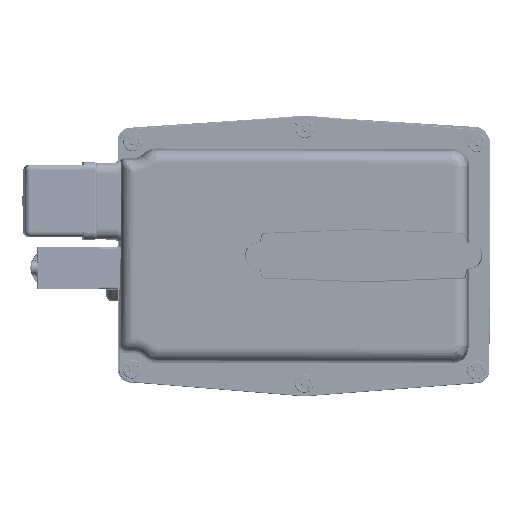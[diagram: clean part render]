
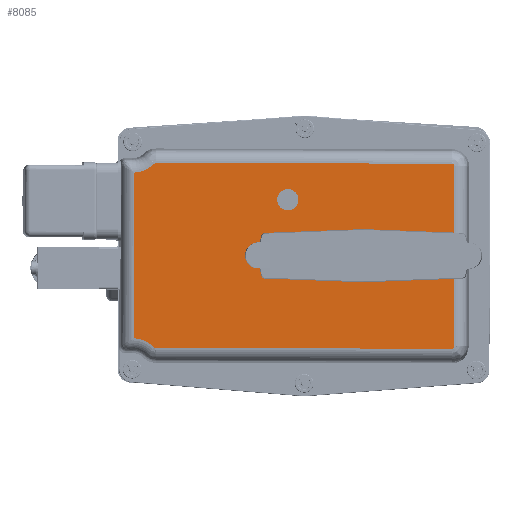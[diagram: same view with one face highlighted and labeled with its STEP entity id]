
A CAD part, top view. The second image highlights one B-rep face of the part: STEP entity #8085.
In plain terms, the highlighted planar face has unit normal (0, 0, 1).
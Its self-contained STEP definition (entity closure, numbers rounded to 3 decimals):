
#8085=ADVANCED_FACE('',(#19502,#19503),#19504,.T.);
#19502=FACE_OUTER_BOUND('',#37929,.T.);
#19503=FACE_BOUND('',#37930,.T.);
#19504=PLANE('',#37931);
#37929=EDGE_LOOP('',(#61513,#61514,#61515,#61516,#61517,#61518,#61519,#61520,#61521,#61522));
#37930=EDGE_LOOP('',(#61523,#61524));
#37931=AXIS2_PLACEMENT_3D('',#61525,#61526,#61527);
#61513=ORIENTED_EDGE('',*,*,#96687,.F.);
#61514=ORIENTED_EDGE('',*,*,#97032,.F.);
#61515=ORIENTED_EDGE('',*,*,#97033,.F.);
#61516=ORIENTED_EDGE('',*,*,#96754,.F.);
#61517=ORIENTED_EDGE('',*,*,#97034,.F.);
#61518=ORIENTED_EDGE('',*,*,#96745,.F.);
#61519=ORIENTED_EDGE('',*,*,#97035,.F.);
#61520=ORIENTED_EDGE('',*,*,#96740,.F.);
#61521=ORIENTED_EDGE('',*,*,#97036,.F.);
#61522=ORIENTED_EDGE('',*,*,#97037,.F.);
#61523=ORIENTED_EDGE('',*,*,#96816,.F.);
#61524=ORIENTED_EDGE('',*,*,#97030,.F.);
#61525=CARTESIAN_POINT('',(32.565,32.684,117.061));
#61526=DIRECTION('',(0.,0.,1.0));
#61527=DIRECTION('',(1.0,0.,0.0));
#96687=EDGE_CURVE('',#115395,#115397,#115398,.T.);
#96740=EDGE_CURVE('',#115491,#115493,#115494,.T.);
#96745=EDGE_CURVE('',#115500,#115502,#115503,.T.);
#96754=EDGE_CURVE('',#115516,#115518,#115519,.T.);
#96816=EDGE_CURVE('',#115622,#115618,#115624,.T.);
#97030=EDGE_CURVE('',#115618,#115622,#115940,.T.);
#97032=EDGE_CURVE('',#115942,#115395,#115943,.T.);
#97033=EDGE_CURVE('',#115518,#115942,#115944,.T.);
#97034=EDGE_CURVE('',#115502,#115516,#115945,.T.);
#97035=EDGE_CURVE('',#115493,#115500,#115946,.T.);
#97036=EDGE_CURVE('',#115947,#115491,#115948,.T.);
#97037=EDGE_CURVE('',#115397,#115947,#115949,.T.);
#115395=VERTEX_POINT('',#146388);
#115397=VERTEX_POINT('',#146405);
#115398=LINE('',#146406,#146407);
#115491=VERTEX_POINT('',#146549);
#115493=VERTEX_POINT('',#146551);
#115494=LINE('',#146552,#146553);
#115500=VERTEX_POINT('',#146560);
#115502=VERTEX_POINT('',#146562);
#115503=LINE('',#146563,#146564);
#115516=VERTEX_POINT('',#146579);
#115518=VERTEX_POINT('',#146581);
#115519=LINE('',#146582,#146583);
#115618=VERTEX_POINT('',#146719);
#115622=VERTEX_POINT('',#146723);
#115624=CIRCLE('',#146725,8.55);
#115940=CIRCLE('',#147087,8.55);
#115942=VERTEX_POINT('',#147089);
#115943=CIRCLE('',#147090,11.604);
#115944=CIRCLE('',#147091,0.906);
#115945=CIRCLE('',#147092,0.906);
#115946=CIRCLE('',#147093,0.906);
#115947=VERTEX_POINT('',#147094);
#115948=CIRCLE('',#147095,0.906);
#115949=CIRCLE('',#147096,11.604);
#146388=CARTESIAN_POINT('',(-93.208,-31.837,117.061));
#146405=CARTESIAN_POINT('',(-93.053,30.254,117.061));
#146406=CARTESIAN_POINT('',(-93.208,-31.837,117.061));
#146407=VECTOR('',#178411,62.091);
#146549=CARTESIAN_POINT('',(-84.829,33.882,117.061));
#146551=CARTESIAN_POINT('',(26.181,33.606,117.061));
#146552=CARTESIAN_POINT('',(-84.829,33.882,117.061));
#146553=VECTOR('',#178492,111.011);
#146560=CARTESIAN_POINT('',(27.085,32.698,117.061));
#146562=CARTESIAN_POINT('',(26.916,-34.879,117.061));
#146563=CARTESIAN_POINT('',(27.085,32.698,117.061));
#146564=VECTOR('',#178500,67.577);
#146579=CARTESIAN_POINT('',(26.008,-35.783,117.061));
#146581=CARTESIAN_POINT('',(-85.002,-35.507,117.061));
#146582=CARTESIAN_POINT('',(26.008,-35.783,117.061));
#146583=VECTOR('',#178515,111.011);
#146719=CARTESIAN_POINT('',(-7.013,-9.449,117.061));
#146723=CARTESIAN_POINT('',(-6.97,7.651,117.061));
#146725=AXIS2_PLACEMENT_3D('',#178619,#178620,#178621);
#147087=AXIS2_PLACEMENT_3D('',#179004,#179005,#179006);
#147089=CARTESIAN_POINT('',(-85.642,-35.239,117.061));
#147090=AXIS2_PLACEMENT_3D('',#179007,#179008,#179009);
#147091=AXIS2_PLACEMENT_3D('',#179010,#179011,#179012);
#147092=AXIS2_PLACEMENT_3D('',#179013,#179014,#179015);
#147093=AXIS2_PLACEMENT_3D('',#179016,#179017,#179018);
#147094=CARTESIAN_POINT('',(-85.471,33.619,117.061));
#147095=AXIS2_PLACEMENT_3D('',#179019,#179020,#179021);
#147096=AXIS2_PLACEMENT_3D('',#179022,#179023,#179024);
#178411=DIRECTION('',(0.002,1.,0.));
#178492=DIRECTION('',(1.,-0.002,0.));
#178500=DIRECTION('',(-0.002,-1.,0.));
#178515=DIRECTION('',(-1.,0.002,0.));
#178619=CARTESIAN_POINT('',(-6.991,-0.899,117.061));
#178620=DIRECTION('',(0.,0.,1.0));
#178621=DIRECTION('',(0.002,1.,0.));
#179004=CARTESIAN_POINT('',(-6.991,-0.899,117.061));
#179005=DIRECTION('',(0.,0.,1.0));
#179006=DIRECTION('',(0.002,1.,0.));
#179007=CARTESIAN_POINT('',(-93.87,-43.422,117.061));
#179008=DIRECTION('',(0.,0.,1.0));
#179009=DIRECTION('',(0.385,0.923,0.));
#179010=CARTESIAN_POINT('',(-85.,-34.601,117.061));
#179011=DIRECTION('',(0.,0.,-1.0));
#179012=DIRECTION('',(-0.385,-0.923,0.));
#179013=CARTESIAN_POINT('',(26.01,-34.877,117.061));
#179014=DIRECTION('',(0.,0.,-1.0));
#179015=DIRECTION('',(0.705,-0.709,0.));
#179016=CARTESIAN_POINT('',(26.179,32.7,117.061));
#179017=DIRECTION('',(0.,0.,-1.0));
#179018=DIRECTION('',(0.709,0.705,0.));
#179019=CARTESIAN_POINT('',(-84.832,32.977,117.061));
#179020=DIRECTION('',(0.,0.,-1.0));
#179021=DIRECTION('',(-0.381,0.925,0.));
#179022=CARTESIAN_POINT('',(-93.658,41.842,117.061));
#179023=DIRECTION('',(0.,0.,1.0));
#179024=DIRECTION('',(0.381,-0.925,0.));
